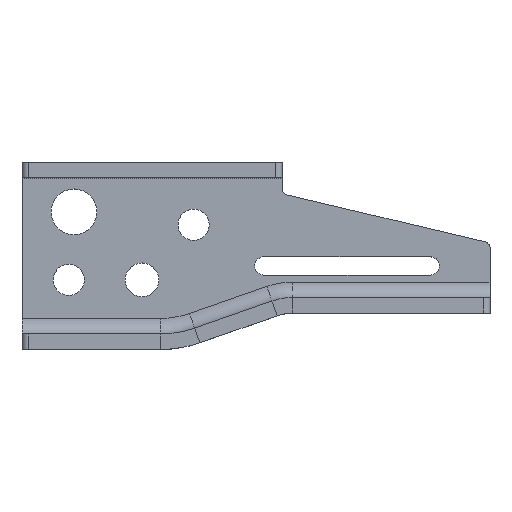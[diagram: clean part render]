
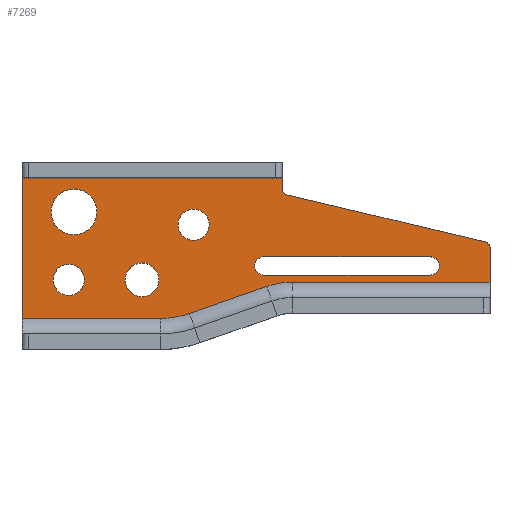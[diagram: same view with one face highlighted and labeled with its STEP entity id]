
A CAD part, top view. The second image highlights one B-rep face of the part: STEP entity #7269.
In plain terms, the highlighted planar face has unit normal (0, 0, 1).
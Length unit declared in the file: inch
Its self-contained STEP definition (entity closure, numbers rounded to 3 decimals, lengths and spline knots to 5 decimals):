
#1561=CARTESIAN_POINT('',(6.2,12.94838,3.));
#1562=DIRECTION('',(0.,0.,-1.));
#1563=DIRECTION('',(-0.231,-0.973,0.));
#1564=AXIS2_PLACEMENT_3D('',#1561,#1562,#1563);
#1574=DIRECTION('',(-1.,0.,0.));
#1575=VECTOR('',#1574,32.);
#1576=CARTESIAN_POINT('',(33.5,-3.6467,3.));
#1577=LINE('',#1576,#1575);
#1578=CARTESIAN_POINT('',(33.5,-1.8967,3.));
#1579=DIRECTION('',(0.,0.,1.));
#1580=DIRECTION('',(0.,-1.,0.));
#1581=AXIS2_PLACEMENT_3D('',#1578,#1579,#1580);
#1583=DIRECTION('',(1.,0.,0.));
#1584=VECTOR('',#1583,32.00802);
#1585=CARTESIAN_POINT('',(1.5,-0.1467,3.));
#1586=LINE('',#1585,#1584);
#1587=CARTESIAN_POINT('',(1.5,-1.8967,3.));
#1588=DIRECTION('',(0.,0.,1.));
#1589=DIRECTION('',(0.,1.,0.));
#1590=AXIS2_PLACEMENT_3D('',#1587,#1588,#1589);
#1592=CARTESIAN_POINT('',(-12.,6.,3.));
#1593=DIRECTION('',(0.,0.,1.));
#1594=DIRECTION('',(-1.,0.,0.));
#1595=AXIS2_PLACEMENT_3D('',#1592,#1593,#1594);
#1597=CARTESIAN_POINT('',(-12.,6.,3.));
#1598=DIRECTION('',(0.,0.,1.));
#1599=DIRECTION('',(1.,0.,0.));
#1600=AXIS2_PLACEMENT_3D('',#1597,#1598,#1599);
#1602=CARTESIAN_POINT('',(-36.,-4.58148,3.));
#1603=DIRECTION('',(0.,0.,1.));
#1604=DIRECTION('',(-1.,0.,0.));
#1605=AXIS2_PLACEMENT_3D('',#1602,#1603,#1604);
#1607=CARTESIAN_POINT('',(-36.,-4.58148,3.));
#1608=DIRECTION('',(0.,0.,1.));
#1609=DIRECTION('',(1.,0.,0.));
#1610=AXIS2_PLACEMENT_3D('',#1607,#1608,#1609);
#1612=CARTESIAN_POINT('',(-21.91852,-4.58148,3.));
#1613=DIRECTION('',(0.,0.,1.));
#1614=DIRECTION('',(-1.,0.,0.));
#1615=AXIS2_PLACEMENT_3D('',#1612,#1613,#1614);
#1617=CARTESIAN_POINT('',(-21.91852,-4.58148,3.));
#1618=DIRECTION('',(0.,0.,1.));
#1619=DIRECTION('',(1.,0.,0.));
#1620=AXIS2_PLACEMENT_3D('',#1617,#1618,#1619);
#1622=CARTESIAN_POINT('',(-35.,8.5,3.));
#1623=DIRECTION('',(0.,0.,1.));
#1624=DIRECTION('',(-1.,0.,0.));
#1625=AXIS2_PLACEMENT_3D('',#1622,#1623,#1624);
#1627=CARTESIAN_POINT('',(-35.,8.5,3.));
#1628=DIRECTION('',(0.,0.,1.));
#1629=DIRECTION('',(1.,0.,0.));
#1630=AXIS2_PLACEMENT_3D('',#1627,#1628,#1629);
#1632=CARTESIAN_POINT('',(43.8,1.55162,3.));
#1633=DIRECTION('',(0.,0.,1.));
#1634=DIRECTION('',(1.,0.,0.));
#1635=AXIS2_PLACEMENT_3D('',#1632,#1633,#1634);
#1637=DIRECTION('',(0.,1.,0.));
#1638=VECTOR('',#1637,6.55162);
#1639=CARTESIAN_POINT('',(45.,-5.,3.));
#1640=LINE('',#1639,#1638);
#1641=DIRECTION('',(0.,-1.,0.));
#1642=VECTOR('',#1641,27.);
#1643=CARTESIAN_POINT('',(-45.,15.,3.));
#1644=LINE('',#1643,#1642);
#1645=DIRECTION('',(0.,1.,0.));
#1646=VECTOR('',#1645,2.05162);
#1647=CARTESIAN_POINT('',(5.,12.94838,3.));
#1648=LINE('',#1647,#1646);
#1649=DIRECTION('',(-0.973,0.231,0.));
#1650=VECTOR('',#1649,39.21589);
#1651=CARTESIAN_POINT('',(44.07729,2.71914,3.));
#1652=LINE('',#1651,#1650);
#1706=DIRECTION('',(1.,0.,0.));
#1707=VECTOR('',#1706,37.96065);
#1708=CARTESIAN_POINT('',(7.03935,-5.,3.));
#1709=LINE('',#1708,#1707);
#1715=CARTESIAN_POINT('',(7.03935,-20.,3.));
#1716=DIRECTION('',(0.,0.,-1.));
#1717=DIRECTION('',(-0.33,0.944,0.));
#1718=AXIS2_PLACEMENT_3D('',#1715,#1716,#1717);
#1725=DIRECTION('',(0.944,0.33,0.));
#1726=VECTOR('',#1725,15.75136);
#1727=CARTESIAN_POINT('',(-12.78296,-11.04559,3.));
#1728=LINE('',#1727,#1726);
#1734=CARTESIAN_POINT('',(-18.39891,5.,3.));
#1735=DIRECTION('',(0.,0.,1.));
#1736=DIRECTION('',(0.,-1.,0.));
#1737=AXIS2_PLACEMENT_3D('',#1734,#1735,#1736);
#1739=DIRECTION('',(1.,0.,0.));
#1740=VECTOR('',#1739,26.60109);
#1741=CARTESIAN_POINT('',(-45.,-12.,3.));
#1742=LINE('',#1741,#1740);
#1944=DIRECTION('',(-1.,0.,0.));
#1945=VECTOR('',#1944,50.);
#1946=CARTESIAN_POINT('',(5.,15.,3.));
#1947=LINE('',#1946,#1945);
#4671=CARTESIAN_POINT('',(-45.,-12.,3.));
#4673=VERTEX_POINT('',#4671);
#4675=CARTESIAN_POINT('',(-18.39891,-12.,3.));
#4677=VERTEX_POINT('',#4675);
#4681=CARTESIAN_POINT('',(-12.78296,-11.04559,3.));
#4683=VERTEX_POINT('',#4681);
#4687=CARTESIAN_POINT('',(2.08409,-5.84212,3.));
#4689=VERTEX_POINT('',#4687);
#4693=CARTESIAN_POINT('',(7.03935,-5.,3.));
#4695=VERTEX_POINT('',#4693);
#4699=CARTESIAN_POINT('',(45.,-5.,3.));
#4701=VERTEX_POINT('',#4699);
#4705=CARTESIAN_POINT('',(-45.,15.,3.));
#4706=VERTEX_POINT('',#4705);
#4713=CARTESIAN_POINT('',(5.,15.,3.));
#4714=VERTEX_POINT('',#4713);
#4739=CARTESIAN_POINT('',(-39.4,8.5,3.));
#4740=CARTESIAN_POINT('',(-30.6,8.5,3.));
#4741=VERTEX_POINT('',#4739);
#4742=VERTEX_POINT('',#4740);
#4743=CARTESIAN_POINT('',(-25.16852,-4.58148,3.));
#4744=CARTESIAN_POINT('',(-18.66852,-4.58148,3.));
#4745=VERTEX_POINT('',#4743);
#4746=VERTEX_POINT('',#4744);
#4747=CARTESIAN_POINT('',(-39.,-4.58148,3.));
#4748=CARTESIAN_POINT('',(-33.,-4.58148,3.));
#4749=VERTEX_POINT('',#4747);
#4750=VERTEX_POINT('',#4748);
#4751=CARTESIAN_POINT('',(-15.,6.,3.));
#4752=CARTESIAN_POINT('',(-9.,6.,3.));
#4753=VERTEX_POINT('',#4751);
#4754=VERTEX_POINT('',#4752);
#4755=CARTESIAN_POINT('',(33.5,-3.6467,3.));
#4756=CARTESIAN_POINT('',(1.5,-3.6467,3.));
#4757=VERTEX_POINT('',#4755);
#4758=VERTEX_POINT('',#4756);
#4759=CARTESIAN_POINT('',(1.5,-0.1467,3.));
#4760=VERTEX_POINT('',#4759);
#4761=CARTESIAN_POINT('',(33.50802,-0.14672,3.));
#4762=VERTEX_POINT('',#4761);
#4764=CARTESIAN_POINT('',(5.,12.94838,3.));
#4766=VERTEX_POINT('',#4764);
#4768=CARTESIAN_POINT('',(5.92271,11.78086,3.));
#4770=VERTEX_POINT('',#4768);
#4775=CARTESIAN_POINT('',(45.,1.55162,3.));
#4776=VERTEX_POINT('',#4775);
#4777=CARTESIAN_POINT('',(44.07729,2.71914,3.));
#4778=VERTEX_POINT('',#4777);
#7210=CARTESIAN_POINT('',(0.,0.,3.));
#7211=DIRECTION('',(0.,0.,1.));
#7212=DIRECTION('',(1.,0.,0.));
#7213=AXIS2_PLACEMENT_3D('',#7210,#7211,#7212);
#7214=PLANE('',#7213);
#7215=ORIENTED_EDGE('',*,*,#6947,.F.);
#7216=ORIENTED_EDGE('',*,*,#6963,.F.);
#7218=ORIENTED_EDGE('',*,*,#7217,.F.);
#7220=ORIENTED_EDGE('',*,*,#7219,.F.);
#7222=ORIENTED_EDGE('',*,*,#7221,.F.);
#7224=ORIENTED_EDGE('',*,*,#7223,.F.);
#7226=ORIENTED_EDGE('',*,*,#7225,.F.);
#7227=ORIENTED_EDGE('',*,*,#7077,.F.);
#7229=ORIENTED_EDGE('',*,*,#7228,.F.);
#7230=ORIENTED_EDGE('',*,*,#7176,.F.);
#7231=ORIENTED_EDGE('',*,*,#7192,.F.);
#7232=ORIENTED_EDGE('',*,*,#7203,.F.);
#7233=EDGE_LOOP('',(#7215,#7216,#7218,#7220,#7222,#7224,#7226,#7227,#7229,#7230,
#7231,#7232));
#7234=FACE_OUTER_BOUND('',#7233,.F.);
#7236=ORIENTED_EDGE('',*,*,#7235,.T.);
#7238=ORIENTED_EDGE('',*,*,#7237,.T.);
#7239=EDGE_LOOP('',(#7236,#7238));
#7240=FACE_BOUND('',#7239,.F.);
#7242=ORIENTED_EDGE('',*,*,#7241,.T.);
#7244=ORIENTED_EDGE('',*,*,#7243,.T.);
#7245=EDGE_LOOP('',(#7242,#7244));
#7246=FACE_BOUND('',#7245,.F.);
#7248=ORIENTED_EDGE('',*,*,#7247,.T.);
#7250=ORIENTED_EDGE('',*,*,#7249,.T.);
#7251=EDGE_LOOP('',(#7248,#7250));
#7252=FACE_BOUND('',#7251,.F.);
#7254=ORIENTED_EDGE('',*,*,#7253,.T.);
#7256=ORIENTED_EDGE('',*,*,#7255,.T.);
#7257=EDGE_LOOP('',(#7254,#7256));
#7258=FACE_BOUND('',#7257,.F.);
#7260=ORIENTED_EDGE('',*,*,#7259,.F.);
#7262=ORIENTED_EDGE('',*,*,#7261,.T.);
#7264=ORIENTED_EDGE('',*,*,#7263,.F.);
#7266=ORIENTED_EDGE('',*,*,#7265,.T.);
#7267=EDGE_LOOP('',(#7260,#7262,#7264,#7266));
#7268=FACE_BOUND('',#7267,.F.);
#7269=ADVANCED_FACE('',(#7234,#7240,#7246,#7252,#7258,#7268),#7214,.T.);
#1565=CIRCLE('',#1564,1.2);
#1582=CIRCLE('',#1581,1.75);
#1591=CIRCLE('',#1590,1.75);
#1596=CIRCLE('',#1595,3.);
#1601=CIRCLE('',#1600,3.);
#1606=CIRCLE('',#1605,3.);
#1611=CIRCLE('',#1610,3.);
#1616=CIRCLE('',#1615,3.25);
#1621=CIRCLE('',#1620,3.25);
#1626=CIRCLE('',#1625,4.4);
#1631=CIRCLE('',#1630,4.4);
#1636=CIRCLE('',#1635,1.2);
#1719=CIRCLE('',#1718,15.);
#1738=CIRCLE('',#1737,17.);
#6947=EDGE_CURVE('',#4776,#4778,#1636,.T.);
#6963=EDGE_CURVE('',#4701,#4776,#1640,.T.);
#7077=EDGE_CURVE('',#4706,#4673,#1644,.T.);
#7176=EDGE_CURVE('',#4766,#4714,#1648,.T.);
#7192=EDGE_CURVE('',#4770,#4766,#1565,.T.);
#7203=EDGE_CURVE('',#4778,#4770,#1652,.T.);
#7217=EDGE_CURVE('',#4695,#4701,#1709,.T.);
#7219=EDGE_CURVE('',#4689,#4695,#1719,.T.);
#7221=EDGE_CURVE('',#4683,#4689,#1728,.T.);
#7223=EDGE_CURVE('',#4677,#4683,#1738,.T.);
#7225=EDGE_CURVE('',#4673,#4677,#1742,.T.);
#7228=EDGE_CURVE('',#4714,#4706,#1947,.T.);
#7235=EDGE_CURVE('',#4753,#4754,#1596,.T.);
#7237=EDGE_CURVE('',#4754,#4753,#1601,.T.);
#7241=EDGE_CURVE('',#4749,#4750,#1606,.T.);
#7243=EDGE_CURVE('',#4750,#4749,#1611,.T.);
#7247=EDGE_CURVE('',#4745,#4746,#1616,.T.);
#7249=EDGE_CURVE('',#4746,#4745,#1621,.T.);
#7253=EDGE_CURVE('',#4741,#4742,#1626,.T.);
#7255=EDGE_CURVE('',#4742,#4741,#1631,.T.);
#7259=EDGE_CURVE('',#4757,#4758,#1577,.T.);
#7261=EDGE_CURVE('',#4757,#4762,#1582,.T.);
#7263=EDGE_CURVE('',#4760,#4762,#1586,.T.);
#7265=EDGE_CURVE('',#4760,#4758,#1591,.T.);
